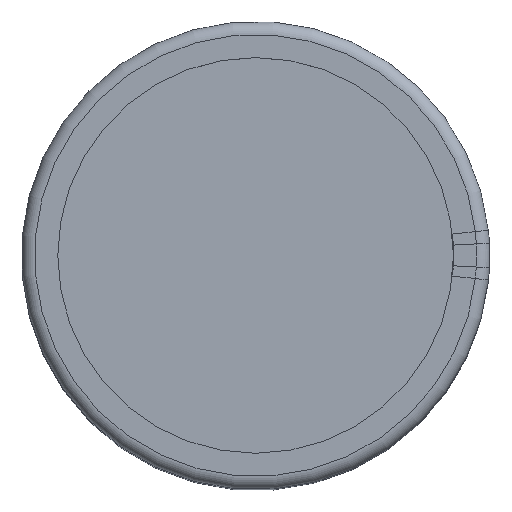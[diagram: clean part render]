
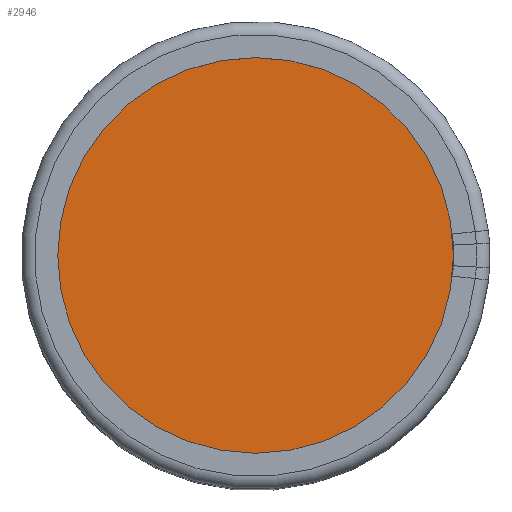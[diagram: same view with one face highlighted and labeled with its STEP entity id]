
A CAD part, top view. The second image highlights one B-rep face of the part: STEP entity #2946.
In plain terms, the highlighted planar face has unit normal (0, 0, 1).
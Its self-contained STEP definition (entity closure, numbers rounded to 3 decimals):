
#2876=CARTESIAN_POINT('',(-15.0,0.,50.5));
#2877=VERTEX_POINT('',#2876);
#2886=CARTESIAN_POINT('',(15.0,0.,50.5));
#2887=VERTEX_POINT('',#2886);
#2888=CARTESIAN_POINT('',(0.,0.,50.5));
#2889=DIRECTION('',(0.0,0.0,-1.0));
#2890=DIRECTION('',(-1.0,0.0,0.0));
#2891=AXIS2_PLACEMENT_3D('',#2888,#2889,#2890);
#2892=CIRCLE('',#2891,15.0);
#2893=EDGE_CURVE('',#2877,#2887,#2892,.T.);
#2927=CARTESIAN_POINT('',(0.,0.,50.5));
#2928=DIRECTION('',(0.0,0.0,-1.0));
#2929=DIRECTION('',(-1.0,0.0,0.0));
#2930=AXIS2_PLACEMENT_3D('',#2927,#2928,#2929);
#2931=CIRCLE('',#2930,15.0);
#2932=EDGE_CURVE('',#2887,#2877,#2931,.T.);
#2937=CARTESIAN_POINT('',(0.,0.,50.5));
#2938=DIRECTION('',(0.0,0.0,1.0));
#2939=DIRECTION('',(-1.0,0.0,0.0));
#2940=AXIS2_PLACEMENT_3D('',#2937,#2938,#2939);
#2941=PLANE('',#2940);
#2942=ORIENTED_EDGE('',*,*,#2893,.F.);
#2943=ORIENTED_EDGE('',*,*,#2932,.F.);
#2944=EDGE_LOOP('',(#2942,#2943));
#2945=FACE_OUTER_BOUND('',#2944,.T.);
#2946=ADVANCED_FACE('',(#2945),#2941,.T.);
